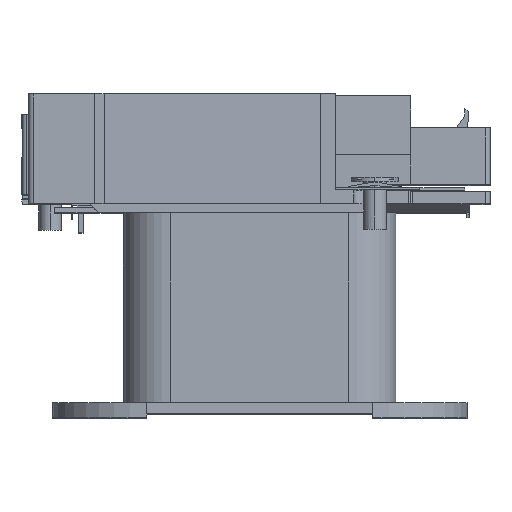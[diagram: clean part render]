
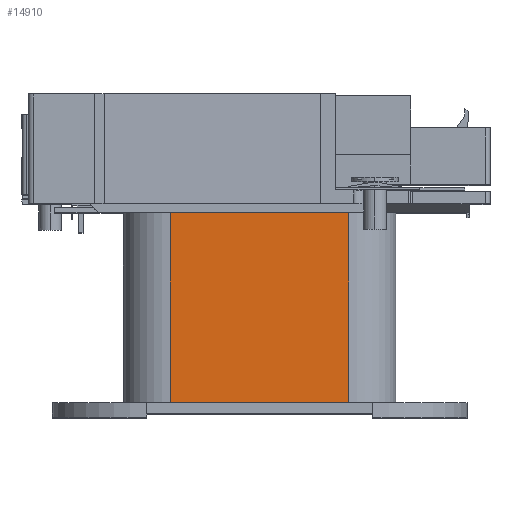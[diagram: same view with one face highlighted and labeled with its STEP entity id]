
A CAD part, top view. The second image highlights one B-rep face of the part: STEP entity #14910.
In plain terms, the highlighted planar face has unit normal (0, 0, 1).
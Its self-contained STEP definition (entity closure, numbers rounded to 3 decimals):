
#343 = EDGE_CURVE ( 'NONE', #6274, #2911, #3742, .T. ) ;
#688 = CARTESIAN_POINT ( 'NONE',  ( -9.457, 37.354, 11.825 ) ) ;
#1807 = CARTESIAN_POINT ( 'NONE',  ( 9.457, -20.15, 11.825 ) ) ;
#2015 = ORIENTED_EDGE ( 'NONE', *, *, #343, .T. ) ;
#2267 = VERTEX_POINT ( 'NONE', #1807 ) ;
#2595 = ORIENTED_EDGE ( 'NONE', *, *, #6780, .T. ) ;
#2911 = VERTEX_POINT ( 'NONE', #14451 ) ;
#3345 = FACE_OUTER_BOUND ( 'NONE', #14200, .T. ) ;
#3407 = DIRECTION ( 'NONE',  ( 1., 0., 0. ) ) ;
#3532 = CARTESIAN_POINT ( 'NONE',  ( 14.457, 0., 11.825 ) ) ;
#3656 = CARTESIAN_POINT ( 'NONE',  ( -9.457, 0., 11.825 ) ) ;
#3742 = LINE ( 'NONE', #688, #13129 ) ;
#3763 = DIRECTION ( 'NONE',  ( 0., 0., -1. ) ) ;
#3886 = CARTESIAN_POINT ( 'NONE',  ( 14.457, 37.354, 11.825 ) ) ;
#4106 = LINE ( 'NONE', #15780, #8013 ) ;
#4478 = LINE ( 'NONE', #4629, #6218 ) ;
#4523 = VECTOR ( 'NONE', #9849, 1000. ) ;
#4629 = CARTESIAN_POINT ( 'NONE',  ( 9.457, 37.354, 11.825 ) ) ;
#5406 = ORIENTED_EDGE ( 'NONE', *, *, #11339, .T. ) ;
#6218 = VECTOR ( 'NONE', #8226, 1000. ) ;
#6274 = VERTEX_POINT ( 'NONE', #3656 ) ;
#6780 = EDGE_CURVE ( 'NONE', #2911, #2267, #4106, .T. ) ;
#6792 = ORIENTED_EDGE ( 'NONE', *, *, #15328, .T. ) ;
#8013 = VECTOR ( 'NONE', #3407, 1000. ) ;
#8226 = DIRECTION ( 'NONE',  ( 0., 1., 0. ) ) ;
#8624 = LINE ( 'NONE', #3532, #4523 ) ;
#9421 = DIRECTION ( 'NONE',  ( 0., -1., 0. ) ) ;
#9575 = VERTEX_POINT ( 'NONE', #14221 ) ;
#9849 = DIRECTION ( 'NONE',  ( -1., 0., 0. ) ) ;
#11223 = PLANE ( 'NONE',  #13581 ) ;
#11339 = EDGE_CURVE ( 'NONE', #2267, #9575, #4478, .T. ) ;
#13129 = VECTOR ( 'NONE', #9421, 1000. ) ;
#13581 = AXIS2_PLACEMENT_3D ( 'NONE', #3886, #3763, #13803 ) ;
#13803 = DIRECTION ( 'NONE',  ( -1., 0., 0. ) ) ;
#14200 = EDGE_LOOP ( 'NONE', ( #6792, #2015, #2595, #5406 ) ) ;
#14221 = CARTESIAN_POINT ( 'NONE',  ( 9.457, 0., 11.825 ) ) ;
#14451 = CARTESIAN_POINT ( 'NONE',  ( -9.457, -20.15, 11.825 ) ) ;
#14910 = ADVANCED_FACE ( 'NONE', ( #3345 ), #11223, .F. ) ;
#15328 = EDGE_CURVE ( 'NONE', #9575, #6274, #8624, .T. ) ;
#15780 = CARTESIAN_POINT ( 'NONE',  ( 14.457, -20.15, 11.825 ) ) ;
